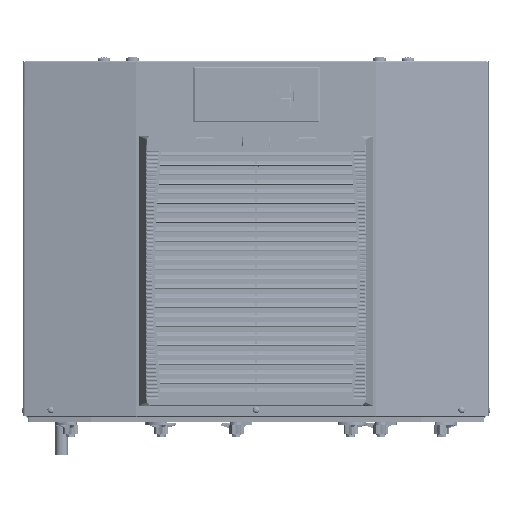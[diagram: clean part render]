
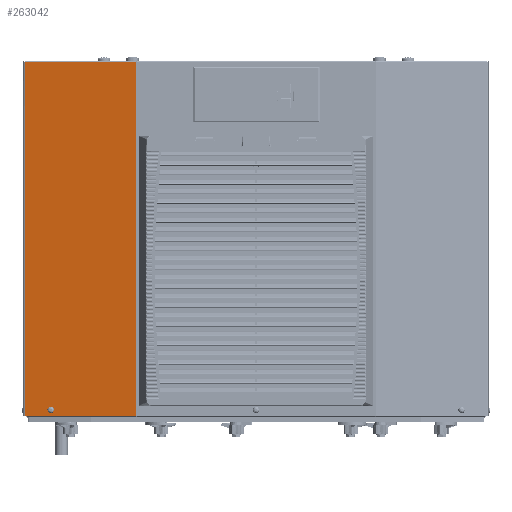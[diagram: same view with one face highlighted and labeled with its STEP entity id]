
A CAD part, top view. The second image highlights one B-rep face of the part: STEP entity #263042.
In plain terms, the highlighted planar face has unit normal (-0.174, 0, 0.985).
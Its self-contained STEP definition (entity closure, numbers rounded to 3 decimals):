
#4570 = VERTEX_POINT ( 'NONE', #23994 ) ;
#9031 = VERTEX_POINT ( 'NONE', #207208 ) ;
#12257 = EDGE_LOOP ( 'NONE', ( #275206, #37548, #177073, #301581, #37004 ) ) ;
#18457 = EDGE_CURVE ( 'NONE', #4570, #153461, #253051, .T. ) ;
#23365 = VERTEX_POINT ( 'NONE', #222512 ) ;
#23994 = CARTESIAN_POINT ( 'NONE',  ( -5.972, 17.677, 7.66 ) ) ;
#24955 = AXIS2_PLACEMENT_3D ( 'NONE', #243151, #327566, #296445 ) ;
#33877 = CARTESIAN_POINT ( 'NONE',  ( -11.515, 17.677, 6.683 ) ) ;
#34131 = VECTOR ( 'NONE', #172191, 39.37 ) ;
#37004 = ORIENTED_EDGE ( 'NONE', *, *, #296477, .F. ) ;
#37548 = ORIENTED_EDGE ( 'NONE', *, *, #274773, .T. ) ;
#42219 = VERTEX_POINT ( 'NONE', #227448 ) ;
#70666 = PLANE ( 'NONE',  #356634 ) ;
#72582 = DIRECTION ( 'NONE',  ( 0.985, 0., 0.174 ) ) ;
#78339 = CARTESIAN_POINT ( 'NONE',  ( -5.965, 0.063, 7.661 ) ) ;
#84172 = CARTESIAN_POINT ( 'NONE',  ( -11.515, 17.677, 6.683 ) ) ;
#90505 = EDGE_CURVE ( 'NONE', #9031, #4570, #209784, .T. ) ;
#93433 = VECTOR ( 'NONE', #72582, 39.37 ) ;
#97912 = CIRCLE ( 'NONE', #162364, 0.098 ) ;
#117116 = VECTOR ( 'NONE', #294241, 39.37 ) ;
#132987 = EDGE_CURVE ( 'NONE', #23365, #358286, #97912, .T. ) ;
#138281 = VERTEX_POINT ( 'NONE', #33877 ) ;
#139800 = VECTOR ( 'NONE', #333325, 39.37 ) ;
#144912 = CARTESIAN_POINT ( 'NONE',  ( -10.325, 0.354, 6.892 ) ) ;
#146483 = DIRECTION ( 'NONE',  ( 0.174, 0., -0.985 ) ) ;
#153461 = VERTEX_POINT ( 'NONE', #164762 ) ;
#156504 = ORIENTED_EDGE ( 'NONE', *, *, #132987, .T. ) ;
#162364 = AXIS2_PLACEMENT_3D ( 'NONE', #274943, #168517, #247431 ) ;
#163903 = EDGE_LOOP ( 'NONE', ( #156504, #266062 ) ) ;
#164762 = CARTESIAN_POINT ( 'NONE',  ( -5.972, 0.063, 7.66 ) ) ;
#168517 = DIRECTION ( 'NONE',  ( 0.174, 0., -0.985 ) ) ;
#172191 = DIRECTION ( 'NONE',  ( 0., -1., 0. ) ) ;
#177073 = ORIENTED_EDGE ( 'NONE', *, *, #18457, .F. ) ;
#180783 = FACE_BOUND ( 'NONE', #163903, .T. ) ;
#191271 = CARTESIAN_POINT ( 'NONE',  ( -5.965, 17.677, 7.661 ) ) ;
#194396 = DIRECTION ( 'NONE',  ( 0., -1., 0. ) ) ;
#207208 = CARTESIAN_POINT ( 'NONE',  ( -5.987, 17.677, 7.657 ) ) ;
#209784 = LINE ( 'NONE', #321764, #117116 ) ;
#210168 = LINE ( 'NONE', #191271, #93433 ) ;
#222512 = CARTESIAN_POINT ( 'NONE',  ( -10.132, 0.354, 6.927 ) ) ;
#226017 = VECTOR ( 'NONE', #194396, 39.37 ) ;
#227448 = CARTESIAN_POINT ( 'NONE',  ( -11.515, 0.063, 6.683 ) ) ;
#227531 = EDGE_CURVE ( 'NONE', #138281, #42219, #361251, .T. ) ;
#243151 = CARTESIAN_POINT ( 'NONE',  ( -10.229, 0.354, 6.91 ) ) ;
#247431 = DIRECTION ( 'NONE',  ( -0.985, 0., -0.174 ) ) ;
#253051 = LINE ( 'NONE', #335667, #226017 ) ;
#256581 = CARTESIAN_POINT ( 'NONE',  ( -5.965, 17.677, 7.661 ) ) ;
#263042 = ADVANCED_FACE ( 'NONE', ( #180783, #284166 ), #70666, .F. ) ;
#266062 = ORIENTED_EDGE ( 'NONE', *, *, #326176, .T. ) ;
#274773 = EDGE_CURVE ( 'NONE', #42219, #153461, #305803, .T. ) ;
#274943 = CARTESIAN_POINT ( 'NONE',  ( -10.229, 0.354, 6.91 ) ) ;
#275206 = ORIENTED_EDGE ( 'NONE', *, *, #227531, .T. ) ;
#284166 = FACE_OUTER_BOUND ( 'NONE', #12257, .T. ) ;
#294241 = DIRECTION ( 'NONE',  ( 0.985, 0., 0.174 ) ) ;
#296445 = DIRECTION ( 'NONE',  ( -0.985, 0., -0.174 ) ) ;
#296477 = EDGE_CURVE ( 'NONE', #138281, #9031, #210168, .T. ) ;
#301581 = ORIENTED_EDGE ( 'NONE', *, *, #90505, .F. ) ;
#305803 = LINE ( 'NONE', #78339, #139800 ) ;
#321764 = CARTESIAN_POINT ( 'NONE',  ( -5.965, 17.677, 7.661 ) ) ;
#326176 = EDGE_CURVE ( 'NONE', #358286, #23365, #347418, .T. ) ;
#327566 = DIRECTION ( 'NONE',  ( 0.174, 0., -0.985 ) ) ;
#333325 = DIRECTION ( 'NONE',  ( 0.985, 0., 0.174 ) ) ;
#335667 = CARTESIAN_POINT ( 'NONE',  ( -5.972, 17.677, 7.66 ) ) ;
#347418 = CIRCLE ( 'NONE', #24955, 0.098 ) ;
#347770 = DIRECTION ( 'NONE',  ( 0., -1., 0. ) ) ;
#356634 = AXIS2_PLACEMENT_3D ( 'NONE', #256581, #146483, #347770 ) ;
#358286 = VERTEX_POINT ( 'NONE', #144912 ) ;
#361251 = LINE ( 'NONE', #84172, #34131 ) ;
